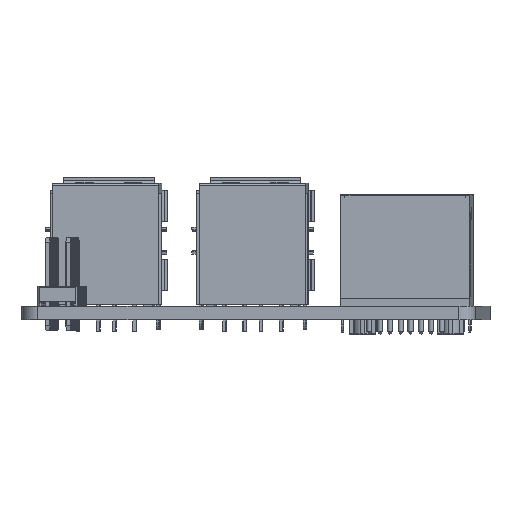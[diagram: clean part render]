
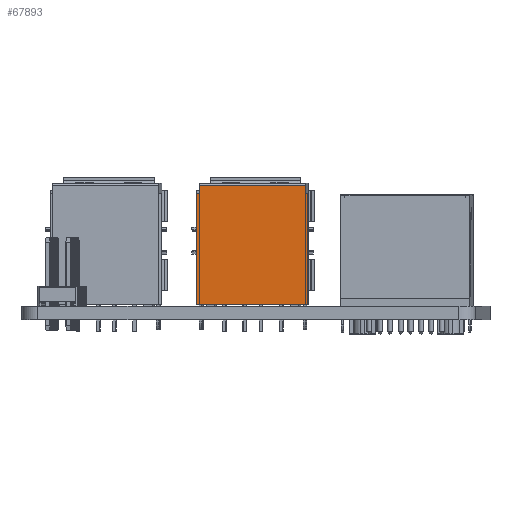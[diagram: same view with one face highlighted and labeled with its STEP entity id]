
A CAD part, front view. The second image highlights one B-rep face of the part: STEP entity #67893.
In plain terms, the highlighted free-form (B-spline) face has degree [1, 1] with [2, 2] control points.
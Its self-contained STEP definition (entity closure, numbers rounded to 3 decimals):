
#67240 = VERTEX_POINT('',#67241);
#67241 = CARTESIAN_POINT('',(2.022,43.375,
    23.936));
#67247 = EDGE_CURVE('',#67248,#67240,#67250,.T.);
#67248 = VERTEX_POINT('',#67249);
#67249 = CARTESIAN_POINT('',(2.022,43.375,
    22.659));
#67250 = B_SPLINE_CURVE_WITH_KNOTS('',1,(#67251,#67252),.UNSPECIFIED.,
  .F.,.F.,(2,2),(0.,1.005),.PIECEWISE_BEZIER_KNOTS.);
#67251 = CARTESIAN_POINT('',(2.022,43.375,
    22.659));
#67252 = CARTESIAN_POINT('',(2.022,43.375,
    23.936));
#67833 = EDGE_CURVE('',#67834,#67836,#67838,.T.);
#67834 = VERTEX_POINT('',#67835);
#67835 = CARTESIAN_POINT('',(-15.018,43.742,
    5.184));
#67836 = VERTEX_POINT('',#67837);
#67837 = CARTESIAN_POINT('',(2.409,43.366,
    5.184));
#67838 = B_SPLINE_CURVE_WITH_KNOTS('',1,(#67839,#67840),.UNSPECIFIED.,
  .F.,.F.,(2,2),(0.,13.72),.PIECEWISE_BEZIER_KNOTS.);
#67839 = CARTESIAN_POINT('',(-15.018,43.742,
    5.184));
#67840 = CARTESIAN_POINT('',(2.409,43.366,
    5.184));
#67893 = ADVANCED_FACE('',(#67894),#67936,.T.);
#67894 = FACE_BOUND('',#67895,.T.);
#67895 = EDGE_LOOP('',(#67896,#67897,#67904,#67911,#67918,#67923,#67924,
    #67931));
#67896 = ORIENTED_EDGE('',*,*,#67247,.T.);
#67897 = ORIENTED_EDGE('',*,*,#67898,.T.);
#67898 = EDGE_CURVE('',#67240,#67899,#67901,.T.);
#67899 = VERTEX_POINT('',#67900);
#67900 = CARTESIAN_POINT('',(-14.631,43.733,
    23.936));
#67901 = B_SPLINE_CURVE_WITH_KNOTS('',1,(#67902,#67903),.UNSPECIFIED.,
  .F.,.F.,(2,2),(0.,13.11),.PIECEWISE_BEZIER_KNOTS.);
#67902 = CARTESIAN_POINT('',(2.022,43.375,
    23.936));
#67903 = CARTESIAN_POINT('',(-14.631,43.733,
    23.936));
#67904 = ORIENTED_EDGE('',*,*,#67905,.F.);
#67905 = EDGE_CURVE('',#67906,#67899,#67908,.T.);
#67906 = VERTEX_POINT('',#67907);
#67907 = CARTESIAN_POINT('',(-14.631,43.733,
    22.659));
#67908 = B_SPLINE_CURVE_WITH_KNOTS('',1,(#67909,#67910),.UNSPECIFIED.,
  .F.,.F.,(2,2),(0.,1.005),.PIECEWISE_BEZIER_KNOTS.);
#67909 = CARTESIAN_POINT('',(-14.631,43.733,
    22.659));
#67910 = CARTESIAN_POINT('',(-14.631,43.733,
    23.936));
#67911 = ORIENTED_EDGE('',*,*,#67912,.T.);
#67912 = EDGE_CURVE('',#67906,#67913,#67915,.T.);
#67913 = VERTEX_POINT('',#67914);
#67914 = CARTESIAN_POINT('',(-15.018,43.742,
    22.659));
#67915 = B_SPLINE_CURVE_WITH_KNOTS('',1,(#67916,#67917),.UNSPECIFIED.,
  .F.,.F.,(2,2),(0.,0.305),.PIECEWISE_BEZIER_KNOTS.);
#67916 = CARTESIAN_POINT('',(-14.631,43.733,
    22.659));
#67917 = CARTESIAN_POINT('',(-15.018,43.742,
    22.659));
#67918 = ORIENTED_EDGE('',*,*,#67919,.F.);
#67919 = EDGE_CURVE('',#67834,#67913,#67920,.T.);
#67920 = B_SPLINE_CURVE_WITH_KNOTS('',1,(#67921,#67922),.UNSPECIFIED.,
  .F.,.F.,(2,2),(0.,13.755),.PIECEWISE_BEZIER_KNOTS.);
#67921 = CARTESIAN_POINT('',(-15.018,43.742,
    5.184));
#67922 = CARTESIAN_POINT('',(-15.018,43.742,
    22.659));
#67923 = ORIENTED_EDGE('',*,*,#67833,.T.);
#67924 = ORIENTED_EDGE('',*,*,#67925,.T.);
#67925 = EDGE_CURVE('',#67836,#67926,#67928,.T.);
#67926 = VERTEX_POINT('',#67927);
#67927 = CARTESIAN_POINT('',(2.409,43.366,
    22.659));
#67928 = B_SPLINE_CURVE_WITH_KNOTS('',1,(#67929,#67930),.UNSPECIFIED.,
  .F.,.F.,(2,2),(0.,13.755),.PIECEWISE_BEZIER_KNOTS.);
#67929 = CARTESIAN_POINT('',(2.409,43.366,
    5.184));
#67930 = CARTESIAN_POINT('',(2.409,43.366,
    22.659));
#67931 = ORIENTED_EDGE('',*,*,#67932,.F.);
#67932 = EDGE_CURVE('',#67248,#67926,#67933,.T.);
#67933 = B_SPLINE_CURVE_WITH_KNOTS('',1,(#67934,#67935),.UNSPECIFIED.,
  .F.,.F.,(2,2),(0.,0.305),.PIECEWISE_BEZIER_KNOTS.);
#67934 = CARTESIAN_POINT('',(2.022,43.375,
    22.659));
#67935 = CARTESIAN_POINT('',(2.409,43.366,
    22.659));
#67936 = B_SPLINE_SURFACE_WITH_KNOTS('',1,1,(
    (#67937,#67938)
    ,(#67939,#67940
    )),.UNSPECIFIED.,.F.,.F.,.F.,(2,2),(2,2),(0.,14.76),(-0.305,13.415),
  .PIECEWISE_BEZIER_KNOTS.);
#67937 = CARTESIAN_POINT('',(2.409,43.366,
    5.184));
#67938 = CARTESIAN_POINT('',(-15.018,43.742,
    5.184));
#67939 = CARTESIAN_POINT('',(2.409,43.366,
    23.936));
#67940 = CARTESIAN_POINT('',(-15.018,43.742,
    23.936));
